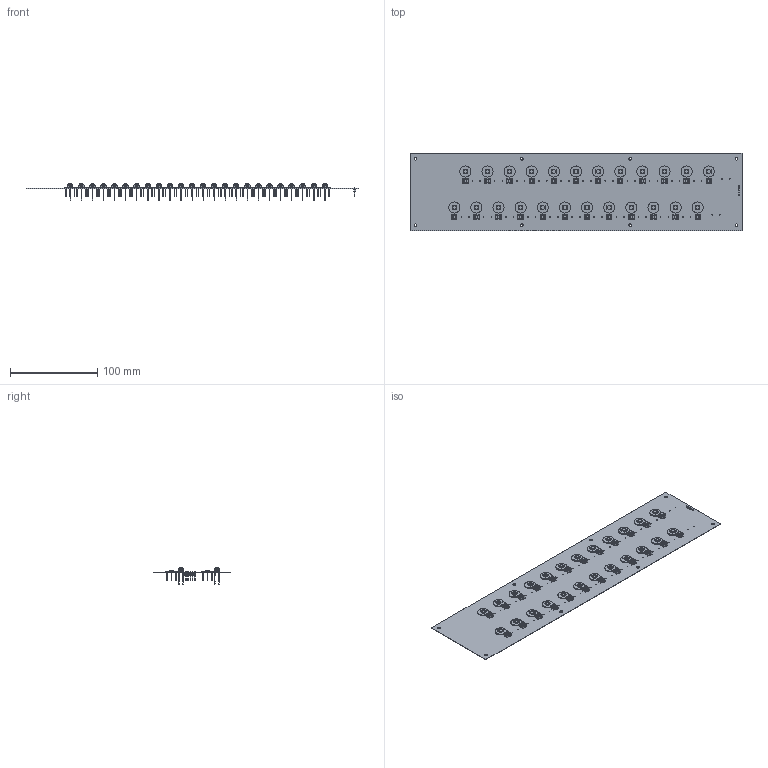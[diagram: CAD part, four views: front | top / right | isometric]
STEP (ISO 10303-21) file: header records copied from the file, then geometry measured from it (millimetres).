
FILE_DESCRIPTION(('Open CASCADE Model'),'2;1');
FILE_NAME('Open CASCADE Shape Model','2024-11-26T14:48:08',('Author'),( 'Open CASCADE'),'Open CASCADE STEP processor 7.5','Open CASCADE 7.5' ,'Unknown');
FILE_SCHEMA(('AUTOMOTIVE_DESIGN { 1 0 10303 214 1 1 1 1 }'));
Length unit declared in the file: millimetre
Products named in the file (57): PCB; Board; Open CASCADE STEP translator 7.5 1.1.1; SW24; TL59AF100Q; SW23; SW22; SW21; SW20; SW19; SW18; SW17; SW16; SW15; NEO24; half-inch-round-neopixel-board; NEO23; NEO22; NEO21; NEO20; NEO19; NEO18; NEO17; NEO16; NEO15; SW14; SW13; SW12; SW11; SW10; NEO14; NEO13; NEO12; NEO11; NEO10; SW5; SW3; SW9; SW8; SW7 ...
Assembly tree (102 placements, depth 4):
  PCB
    Board
      Open CASCADE STEP translator 7.5 1.1.1
    SW24
      TL59AF100Q
    SW23
      TL59AF100Q
    SW22
      TL59AF100Q
    SW21
      TL59AF100Q
    SW20
      TL59AF100Q
    SW19
      TL59AF100Q
    SW18
      TL59AF100Q
    SW17
      TL59AF100Q
    SW16
      TL59AF100Q
    SW15
      TL59AF100Q
    NEO24
      half-inch-round-neopixel-board
    NEO23
      half-inch-round-neopixel-board
    NEO22
      half-inch-round-neopixel-board
    NEO21
      half-inch-round-neopixel-board
    NEO20
      half-inch-round-neopixel-board
    NEO19
      half-inch-round-neopixel-board
    NEO18
      half-inch-round-neopixel-board
    NEO17
      half-inch-round-neopixel-board
    NEO16
      half-inch-round-neopixel-board
    NEO15
      half-inch-round-neopixel-board
    SW14
      TL59AF100Q
    SW13
      TL59AF100Q
    SW12
      TL59AF100Q
    SW11
      TL59AF100Q
    SW10
      TL59AF100Q
    NEO14
      half-inch-round-neopixel-board
    NEO13
      half-inch-round-neopixel-board
    NEO12
      half-inch-round-neopixel-board
    NEO11
Bounding box: 381 x 88.9 x 18.6 mm (x, y, z)
Volume: 18031.6 mm3; surface area: 88037.5 mm2
Topology: 27 solids, 51 shells, 6159 faces, 15526 edges, 10008 vertices
Faces by surface type: plane 4418, cylinder 1501, torus 120, cone 48, sphere 48, bspline 24
Full cylindrical faces by diameter (mm): 0.75 x96, 0.762 x48, 0.99 x48, 1.02 x101, 3.124 x8, 3.5 x24
Entity records: 24232 total; most frequent: CARTESIAN_POINT 4026, DIRECTION 3998, ORIENTED_EDGE 3769, EDGE_CURVE 1885, LINE 1362, VECTOR 1362, AXIS2_PLACEMENT_3D 1318, VERTEX_POINT 1222
